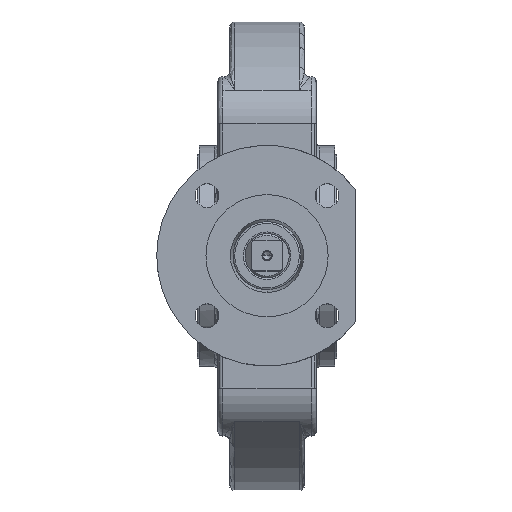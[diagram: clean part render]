
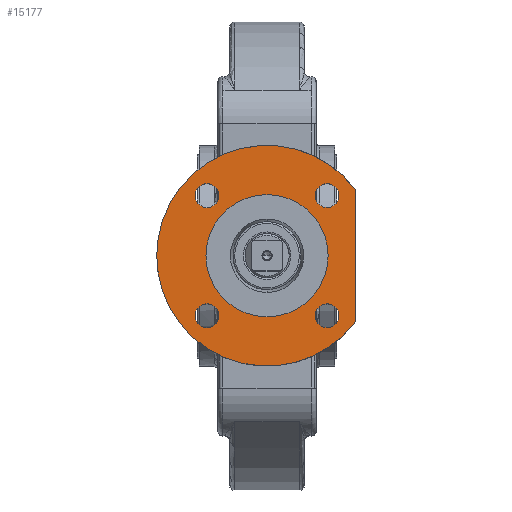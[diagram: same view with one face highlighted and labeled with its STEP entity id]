
A CAD part, top view. The second image highlights one B-rep face of the part: STEP entity #15177.
In plain terms, the highlighted planar face has unit normal (0, 0, 1).
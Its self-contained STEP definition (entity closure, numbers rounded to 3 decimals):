
#2962=CARTESIAN_POINT('',(-0.,18.,94.));
#2963=VERTEX_POINT('',#2962);
#2964=CARTESIAN_POINT('',(-0.,-18.,94.));
#2965=VERTEX_POINT('',#2964);
#2966=CARTESIAN_POINT('',(-0.,-0.,94.));
#2967=DIRECTION('',(0.,0.,-1.));
#2968=DIRECTION('',(0.,-1.,-0.));
#2969=AXIS2_PLACEMENT_3D('',#2966,#2967,#2968);
#2970=CIRCLE('',#2969,18.);
#2971=EDGE_CURVE('NONE',#2963,#2965,#2970,.T.);
#3015=CARTESIAN_POINT('',(21.178,-17.678,94.));
#3016=VERTEX_POINT('',#3015);
#3023=CARTESIAN_POINT('',(14.178,-17.678,94.));
#3024=VERTEX_POINT('',#3023);
#3025=CARTESIAN_POINT('',(17.678,-17.678,94.));
#3026=DIRECTION('',(0.,0.,-1.));
#3027=DIRECTION('',(-1.,0.,-0.));
#3028=AXIS2_PLACEMENT_3D('',#3025,#3026,#3027);
#3029=CIRCLE('',#3028,3.5);
#3030=EDGE_CURVE('NONE',#3024,#3016,#3029,.T.);
#3057=CARTESIAN_POINT('',(-17.678,-21.178,94.));
#3058=VERTEX_POINT('',#3057);
#3065=CARTESIAN_POINT('',(-17.678,-14.178,94.));
#3066=VERTEX_POINT('',#3065);
#3067=CARTESIAN_POINT('',(-17.678,-17.678,94.));
#3068=DIRECTION('',(0.,0.,-1.));
#3069=DIRECTION('',(0.,1.,0.));
#3070=AXIS2_PLACEMENT_3D('',#3067,#3068,#3069);
#3071=CIRCLE('',#3070,3.5);
#3072=EDGE_CURVE('NONE',#3066,#3058,#3071,.T.);
#3099=CARTESIAN_POINT('',(17.678,21.178,94.));
#3100=VERTEX_POINT('',#3099);
#3107=CARTESIAN_POINT('',(17.678,14.178,94.));
#3108=VERTEX_POINT('',#3107);
#3109=CARTESIAN_POINT('',(17.678,17.678,94.));
#3110=DIRECTION('',(0.,0.,-1.));
#3111=DIRECTION('',(-0.,-1.,-0.));
#3112=AXIS2_PLACEMENT_3D('',#3109,#3110,#3111);
#3113=CIRCLE('',#3112,3.5);
#3114=EDGE_CURVE('NONE',#3108,#3100,#3113,.T.);
#3141=CARTESIAN_POINT('',(-21.178,17.678,94.));
#3142=VERTEX_POINT('',#3141);
#3149=CARTESIAN_POINT('',(-14.178,17.678,94.));
#3150=VERTEX_POINT('',#3149);
#3151=CARTESIAN_POINT('',(-17.678,17.678,94.));
#3152=DIRECTION('',(0.,0.,-1.));
#3153=DIRECTION('',(1.,-0.,0.));
#3154=AXIS2_PLACEMENT_3D('',#3151,#3152,#3153);
#3155=CIRCLE('',#3154,3.5);
#3156=EDGE_CURVE('NONE',#3150,#3142,#3155,.T.);
#3267=CARTESIAN_POINT('',(-32.5,-0.,94.));
#3268=VERTEX_POINT('',#3267);
#3275=CARTESIAN_POINT('',(26.,19.5,94.));
#3276=VERTEX_POINT('',#3275);
#3277=CARTESIAN_POINT('',(-0.,-0.,94.));
#3278=DIRECTION('',(-0.,-0.,1.));
#3279=DIRECTION('',(-1.,0.,-0.));
#3280=AXIS2_PLACEMENT_3D('',#3277,#3278,#3279);
#3281=CIRCLE('',#3280,32.5);
#3282=EDGE_CURVE('NONE',#3276,#3268,#3281,.T.);
#14651=CARTESIAN_POINT('',(26.,-19.5,94.));
#14652=VERTEX_POINT('',#14651);
#14659=CARTESIAN_POINT('',(-0.,-0.,94.));
#14660=DIRECTION('',(-0.,-0.,1.));
#14661=DIRECTION('',(-1.,0.,-0.));
#14662=AXIS2_PLACEMENT_3D('',#14659,#14660,#14661);
#14663=CIRCLE('',#14662,32.5);
#14664=EDGE_CURVE('NONE',#3268,#14652,#14663,.T.);
#15058=CARTESIAN_POINT('',(-17.678,17.678,94.));
#15059=DIRECTION('',(0.,0.,-1.));
#15060=DIRECTION('',(1.,-0.,0.));
#15061=AXIS2_PLACEMENT_3D('',#15058,#15059,#15060);
#15062=CIRCLE('',#15061,3.5);
#15063=EDGE_CURVE('NONE',#3142,#3150,#15062,.T.);
#15076=CARTESIAN_POINT('',(17.678,17.678,94.));
#15077=DIRECTION('',(0.,0.,-1.));
#15078=DIRECTION('',(-0.,-1.,-0.));
#15079=AXIS2_PLACEMENT_3D('',#15076,#15077,#15078);
#15080=CIRCLE('',#15079,3.5);
#15081=EDGE_CURVE('NONE',#3100,#3108,#15080,.T.);
#15094=CARTESIAN_POINT('',(-17.678,-17.678,94.));
#15095=DIRECTION('',(0.,0.,-1.));
#15096=DIRECTION('',(0.,1.,0.));
#15097=AXIS2_PLACEMENT_3D('',#15094,#15095,#15096);
#15098=CIRCLE('',#15097,3.5);
#15099=EDGE_CURVE('NONE',#3058,#3066,#15098,.T.);
#15112=CARTESIAN_POINT('',(17.678,-17.678,94.));
#15113=DIRECTION('',(0.,0.,-1.));
#15114=DIRECTION('',(-1.,0.,-0.));
#15115=AXIS2_PLACEMENT_3D('',#15112,#15113,#15114);
#15116=CIRCLE('',#15115,3.5);
#15117=EDGE_CURVE('NONE',#3016,#3024,#15116,.T.);
#15129=CARTESIAN_POINT('',(26.,-19.5,94.));
#15130=DIRECTION('',(-0.,1.,0.));
#15131=VECTOR('',#15130,39.);
#15132=LINE('',#15129,#15131);
#15133=EDGE_CURVE('NONE',#14652,#3276,#15132,.T.);
#15141=CARTESIAN_POINT('',(-0.,-9.,94.));
#15142=DIRECTION('',(-0.,-0.,1.));
#15143=DIRECTION('',(-1.,-0.,-0.));
#15144=AXIS2_PLACEMENT_3D('',#15141,#15142,#15143);
#15145=PLANE('',#15144);
#15146=ORIENTED_EDGE('',*,*,#15133,.T.);
#15147=ORIENTED_EDGE('',*,*,#3282,.T.);
#15148=ORIENTED_EDGE('',*,*,#14664,.T.);
#15149=EDGE_LOOP('',(#15146,#15147,#15148));
#15150=FACE_BOUND('',#15149,.T.);
#15151=ORIENTED_EDGE('',*,*,#3156,.T.);
#15152=ORIENTED_EDGE('',*,*,#15063,.T.);
#15153=EDGE_LOOP('',(#15151,#15152));
#15154=FACE_BOUND('',#15153,.T.);
#15155=ORIENTED_EDGE('',*,*,#3114,.T.);
#15156=ORIENTED_EDGE('',*,*,#15081,.T.);
#15157=EDGE_LOOP('',(#15155,#15156));
#15158=FACE_BOUND('',#15157,.T.);
#15159=ORIENTED_EDGE('',*,*,#3072,.T.);
#15160=ORIENTED_EDGE('',*,*,#15099,.T.);
#15161=EDGE_LOOP('',(#15159,#15160));
#15162=FACE_BOUND('',#15161,.T.);
#15163=ORIENTED_EDGE('',*,*,#3030,.T.);
#15164=ORIENTED_EDGE('',*,*,#15117,.T.);
#15165=EDGE_LOOP('',(#15163,#15164));
#15166=FACE_BOUND('',#15165,.T.);
#15167=CARTESIAN_POINT('',(-0.,-0.,94.));
#15168=DIRECTION('',(0.,0.,-1.));
#15169=DIRECTION('',(0.,-1.,-0.));
#15170=AXIS2_PLACEMENT_3D('',#15167,#15168,#15169);
#15171=CIRCLE('',#15170,18.);
#15172=EDGE_CURVE('NONE',#2965,#2963,#15171,.T.);
#15173=ORIENTED_EDGE('',*,*,#15172,.T.);
#15174=ORIENTED_EDGE('',*,*,#2971,.T.);
#15175=EDGE_LOOP('',(#15173,#15174));
#15176=FACE_BOUND('',#15175,.T.);
#15177=ADVANCED_FACE('NONE',(#15150,#15154,#15158,#15162,#15166,#15176),#15145,.T.);
